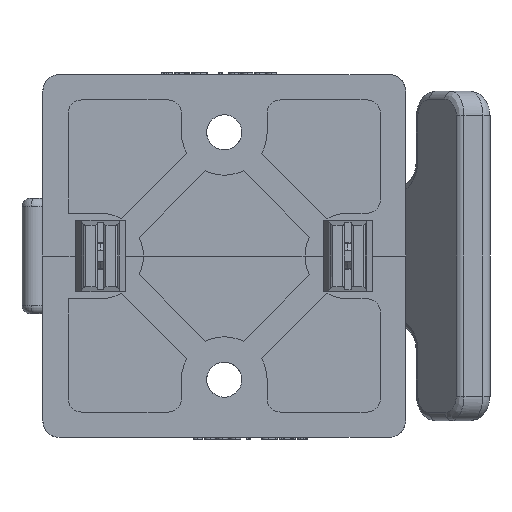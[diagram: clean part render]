
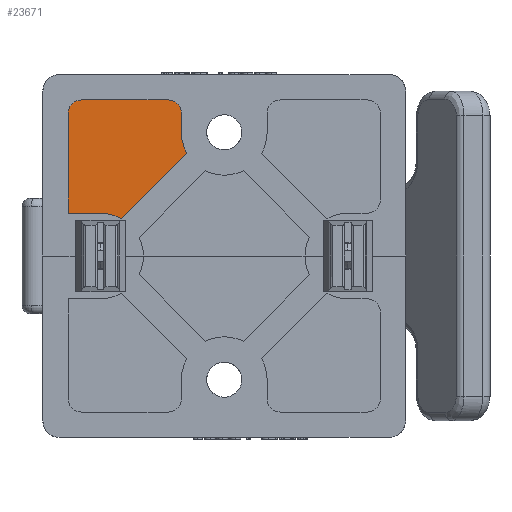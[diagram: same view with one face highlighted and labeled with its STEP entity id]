
A CAD part, front view. The second image highlights one B-rep face of the part: STEP entity #23671.
In plain terms, the highlighted planar face has unit normal (0, -1, 0).
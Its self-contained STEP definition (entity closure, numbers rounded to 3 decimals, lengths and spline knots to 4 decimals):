
#4950 = FACE_OUTER_BOUND ( 'NONE', #41131, .T. ) ;
#8355 = CARTESIAN_POINT ( 'NONE',  ( -1.083, 1.8582, 1.083 ) ) ;
#8362 = PLANE ( 'NONE',  #8906 ) ;
#8367 = DIRECTION ( 'NONE',  ( 0., 1., 0. ) ) ;
#8368 = DIRECTION ( 'NONE',  ( 0., 0., 1. ) ) ;
#8906 = AXIS2_PLACEMENT_3D ( 'NONE', #8355, #8367, #8368 ) ;
#9174 = AXIS2_PLACEMENT_3D ( 'NONE', #20585, #20586, #20587 ) ;
#9175 = AXIS2_PLACEMENT_3D ( 'NONE', #20588, #20597, #20598 ) ;
#9178 = AXIS2_PLACEMENT_3D ( 'NONE', #20573, #20606, #20607 ) ;
#9179 = AXIS2_PLACEMENT_3D ( 'NONE', #20596, #20615, #20616 ) ;
#11167 = CARTESIAN_POINT ( 'NONE',  ( -1.183, 1.8582, 1.083 ) ) ;
#11168 = CARTESIAN_POINT ( 'NONE',  ( -1.083, 1.8582, 1.183 ) ) ;
#11169 = CARTESIAN_POINT ( 'NONE',  ( -0.425, 1.8582, 1.183 ) ) ;
#11170 = CARTESIAN_POINT ( 'NONE',  ( -0.325, 1.8582, 1.083 ) ) ;
#11171 = CARTESIAN_POINT ( 'NONE',  ( -0.325, 1.8582, 0.9375 ) ) ;
#11172 = CARTESIAN_POINT ( 'NONE',  ( -0.283, 1.8582, 0.7777 ) ) ;
#11173 = CARTESIAN_POINT ( 'NONE',  ( -0.7777, 1.8582, 0.283 ) ) ;
#11174 = CARTESIAN_POINT ( 'NONE',  ( -0.9375, 1.8582, 0.325 ) ) ;
#11175 = CARTESIAN_POINT ( 'NONE',  ( -1.183, 1.8582, 0.325 ) ) ;
#15999 = ORIENTED_EDGE ( 'NONE', *, *, #32639, .T. ) ;
#16000 = ORIENTED_EDGE ( 'NONE', *, *, #32656, .T. ) ;
#16001 = ORIENTED_EDGE ( 'NONE', *, *, #32654, .T. ) ;
#16002 = ORIENTED_EDGE ( 'NONE', *, *, #32652, .T. ) ;
#16003 = ORIENTED_EDGE ( 'NONE', *, *, #32650, .T. ) ;
#16004 = ORIENTED_EDGE ( 'NONE', *, *, #32648, .T. ) ;
#16005 = ORIENTED_EDGE ( 'NONE', *, *, #32646, .T. ) ;
#16006 = ORIENTED_EDGE ( 'NONE', *, *, #32644, .T. ) ;
#16007 = ORIENTED_EDGE ( 'NONE', *, *, #32642, .T. ) ;
#19059 = CIRCLE ( 'NONE', #9174, 0.1 ) ;
#19062 = LINE ( 'NONE', #20592, #19063 ) ;
#19063 = VECTOR ( 'NONE', #20593, 39.3701 ) ;
#19068 = CIRCLE ( 'NONE', #9175, 0.1 ) ;
#19069 = LINE ( 'NONE', #20601, #19070 ) ;
#19070 = VECTOR ( 'NONE', #20602, 39.3701 ) ;
#19073 = LINE ( 'NONE', #20623, #19081 ) ;
#19075 = CIRCLE ( 'NONE', #9178, 0.325 ) ;
#19076 = LINE ( 'NONE', #20610, #19077 ) ;
#19077 = VECTOR ( 'NONE', #20611, 39.3701 ) ;
#19081 = VECTOR ( 'NONE', #20624, 39.3701 ) ;
#19082 = CIRCLE ( 'NONE', #9179, 0.325 ) ;
#19083 = LINE ( 'NONE', #20619, #19084 ) ;
#19084 = VECTOR ( 'NONE', #20620, 39.3701 ) ;
#20573 = CARTESIAN_POINT ( 'NONE',  ( 0., 1.8582, 0.9375 ) ) ;
#20585 = CARTESIAN_POINT ( 'NONE',  ( -1.083, 1.8582, 1.083 ) ) ;
#20586 = DIRECTION ( 'NONE',  ( 0., -1., 0. ) ) ;
#20587 = DIRECTION ( 'NONE',  ( 0., 0., 1. ) ) ;
#20588 = CARTESIAN_POINT ( 'NONE',  ( -0.425, 1.8582, 1.083 ) ) ;
#20592 = CARTESIAN_POINT ( 'NONE',  ( -0.425, 1.8582, 1.183 ) ) ;
#20593 = DIRECTION ( 'NONE',  ( -1., 0., 0. ) ) ;
#20596 = CARTESIAN_POINT ( 'NONE',  ( -0.9375, 1.8582, 0. ) ) ;
#20597 = DIRECTION ( 'NONE',  ( 0., -1., 0. ) ) ;
#20598 = DIRECTION ( 'NONE',  ( 0., 0., -1. ) ) ;
#20601 = CARTESIAN_POINT ( 'NONE',  ( -0.325, 1.8582, 0.9375 ) ) ;
#20602 = DIRECTION ( 'NONE',  ( 0., 0., 1. ) ) ;
#20606 = DIRECTION ( 'NONE',  ( 0., 1., 0. ) ) ;
#20607 = DIRECTION ( 'NONE',  ( 0., 0., -1. ) ) ;
#20610 = CARTESIAN_POINT ( 'NONE',  ( -0.283, 1.8582, 0.7777 ) ) ;
#20611 = DIRECTION ( 'NONE',  ( 0.707, 0., 0.707 ) ) ;
#20615 = DIRECTION ( 'NONE',  ( 0., 1., 0. ) ) ;
#20616 = DIRECTION ( 'NONE',  ( 0., 0., -1. ) ) ;
#20619 = CARTESIAN_POINT ( 'NONE',  ( -0.9375, 1.8582, 0.325 ) ) ;
#20620 = DIRECTION ( 'NONE',  ( 1., 0., 0. ) ) ;
#20623 = CARTESIAN_POINT ( 'NONE',  ( -1.183, 1.8582, 1.083 ) ) ;
#20624 = DIRECTION ( 'NONE',  ( 0., 0., -1. ) ) ;
#23671 = ADVANCED_FACE ( 'NONE', ( #4950 ), #8362, .F. ) ;
#26391 = VERTEX_POINT ( 'NONE', #11167 ) ;
#26392 = VERTEX_POINT ( 'NONE', #11168 ) ;
#26393 = VERTEX_POINT ( 'NONE', #11169 ) ;
#26394 = VERTEX_POINT ( 'NONE', #11170 ) ;
#26395 = VERTEX_POINT ( 'NONE', #11171 ) ;
#26396 = VERTEX_POINT ( 'NONE', #11172 ) ;
#26397 = VERTEX_POINT ( 'NONE', #11173 ) ;
#26398 = VERTEX_POINT ( 'NONE', #11174 ) ;
#26399 = VERTEX_POINT ( 'NONE', #11175 ) ;
#32639 = EDGE_CURVE ( 'NONE', #26392, #26391, #19059, .T. ) ;
#32642 = EDGE_CURVE ( 'NONE', #26393, #26392, #19062, .T. ) ;
#32644 = EDGE_CURVE ( 'NONE', #26394, #26393, #19068, .T. ) ;
#32646 = EDGE_CURVE ( 'NONE', #26395, #26394, #19069, .T. ) ;
#32648 = EDGE_CURVE ( 'NONE', #26396, #26395, #19075, .T. ) ;
#32650 = EDGE_CURVE ( 'NONE', #26397, #26396, #19076, .T. ) ;
#32652 = EDGE_CURVE ( 'NONE', #26398, #26397, #19082, .T. ) ;
#32654 = EDGE_CURVE ( 'NONE', #26399, #26398, #19083, .T. ) ;
#32656 = EDGE_CURVE ( 'NONE', #26391, #26399, #19073, .T. ) ;
#41131 = EDGE_LOOP ( 'NONE', ( #15999, #16000, #16001, #16002, #16003, #16004, #16005, #16006, #16007 ) ) ;
